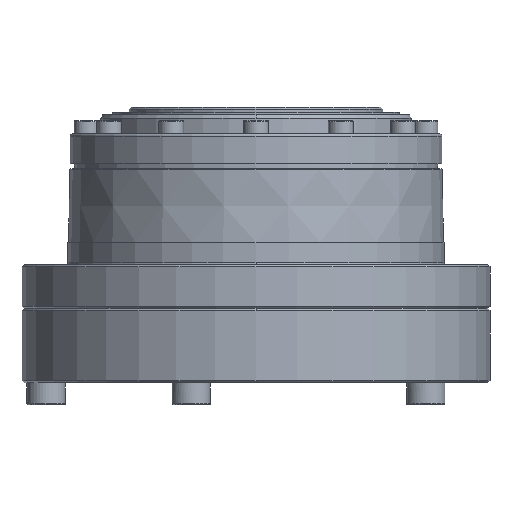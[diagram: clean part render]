
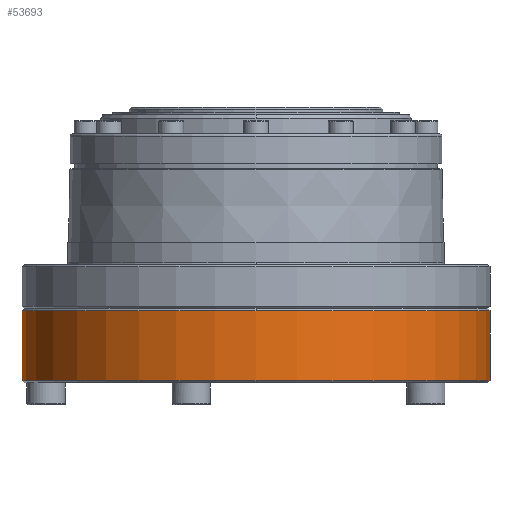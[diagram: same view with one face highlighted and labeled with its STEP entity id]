
A CAD part, front view. The second image highlights one B-rep face of the part: STEP entity #53693.
In plain terms, the highlighted cylindrical face has radius 53.5 mm (diameter 107 mm), a partial arc.
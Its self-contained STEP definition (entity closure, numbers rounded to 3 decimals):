
#2359 = DIRECTION ( 'NONE',  ( 0., 0., -1. ) ) ;
#2771 = AXIS2_PLACEMENT_3D ( 'NONE', #42313, #62512, #62731 ) ;
#3426 = CARTESIAN_POINT ( 'NONE',  ( 0., -53.5, -62.5 ) ) ;
#5180 = VECTOR ( 'NONE', #39006, 1000. ) ;
#6675 = VERTEX_POINT ( 'NONE', #35331 ) ;
#7380 = DIRECTION ( 'NONE',  ( 0., 0., 1. ) ) ;
#7958 = CIRCLE ( 'NONE', #51039, 53.5 ) ;
#10167 = ORIENTED_EDGE ( 'NONE', *, *, #53237, .F. ) ;
#10629 = AXIS2_PLACEMENT_3D ( 'NONE', #37396, #7380, #42998 ) ;
#11359 = CARTESIAN_POINT ( 'NONE',  ( 53.5, 0., -62.5 ) ) ;
#13536 = DIRECTION ( 'NONE',  ( 1., 0., 0. ) ) ;
#13693 = CARTESIAN_POINT ( 'NONE',  ( 0., -53.5, -46.5 ) ) ;
#15579 = LINE ( 'NONE', #48417, #5180 ) ;
#16935 = VERTEX_POINT ( 'NONE', #11359 ) ;
#18399 = DIRECTION ( 'NONE',  ( 0., 0., -1. ) ) ;
#20591 = EDGE_CURVE ( 'NONE', #32558, #46181, #63193, .T. ) ;
#23381 = EDGE_CURVE ( 'NONE', #6675, #26141, #7958, .T. ) ;
#24626 = ORIENTED_EDGE ( 'NONE', *, *, #20591, .F. ) ;
#26141 = VERTEX_POINT ( 'NONE', #13693 ) ;
#27995 = DIRECTION ( 'NONE',  ( 1., 0., 0. ) ) ;
#28269 = AXIS2_PLACEMENT_3D ( 'NONE', #38817, #28561, #38368 ) ;
#28561 = DIRECTION ( 'NONE',  ( 0., 0., -1. ) ) ;
#29167 = CIRCLE ( 'NONE', #46409, 53.5 ) ;
#31907 = CARTESIAN_POINT ( 'NONE',  ( -53.5, 0., -46.5 ) ) ;
#32068 = ORIENTED_EDGE ( 'NONE', *, *, #63629, .T. ) ;
#32558 = VERTEX_POINT ( 'NONE', #48784 ) ;
#34593 = CIRCLE ( 'NONE', #28269, 53.5 ) ;
#35331 = CARTESIAN_POINT ( 'NONE',  ( 53.5, 0., -46.5 ) ) ;
#37396 = CARTESIAN_POINT ( 'NONE',  ( 0., 0., -46. ) ) ;
#38368 = DIRECTION ( 'NONE',  ( 1., 0., 0. ) ) ;
#38817 = CARTESIAN_POINT ( 'NONE',  ( 0., 0., -46.5 ) ) ;
#39006 = DIRECTION ( 'NONE',  ( 0., 0., 1. ) ) ;
#39510 = EDGE_CURVE ( 'NONE', #26141, #46181, #34593, .T. ) ;
#40594 = EDGE_LOOP ( 'NONE', ( #24626, #10167, #46915, #32068, #61886, #59258 ) ) ;
#42313 = CARTESIAN_POINT ( 'NONE',  ( 0., 0., -62.5 ) ) ;
#42484 = CARTESIAN_POINT ( 'NONE',  ( 0., 0., -62.5 ) ) ;
#42553 = VECTOR ( 'NONE', #65748, 1000. ) ;
#42726 = FACE_OUTER_BOUND ( 'NONE', #40594, .T. ) ;
#42998 = DIRECTION ( 'NONE',  ( 1., 0., 0. ) ) ;
#45182 = CYLINDRICAL_SURFACE ( 'NONE', #10629, 53.5 ) ;
#46181 = VERTEX_POINT ( 'NONE', #31907 ) ;
#46409 = AXIS2_PLACEMENT_3D ( 'NONE', #42484, #2359, #27995 ) ;
#46915 = ORIENTED_EDGE ( 'NONE', *, *, #50644, .F. ) ;
#48417 = CARTESIAN_POINT ( 'NONE',  ( 53.5, 0., -46. ) ) ;
#48784 = CARTESIAN_POINT ( 'NONE',  ( -53.5, 0., -62.5 ) ) ;
#48939 = CARTESIAN_POINT ( 'NONE',  ( 0., 0., -46.5 ) ) ;
#49562 = CIRCLE ( 'NONE', #2771, 53.5 ) ;
#50644 = EDGE_CURVE ( 'NONE', #16935, #56927, #49562, .T. ) ;
#50934 = CARTESIAN_POINT ( 'NONE',  ( -53.5, 0., -46. ) ) ;
#51039 = AXIS2_PLACEMENT_3D ( 'NONE', #48939, #18399, #13536 ) ;
#53237 = EDGE_CURVE ( 'NONE', #56927, #32558, #29167, .T. ) ;
#53693 = ADVANCED_FACE ( 'NONE', ( #42726 ), #45182, .T. ) ;
#56927 = VERTEX_POINT ( 'NONE', #3426 ) ;
#59258 = ORIENTED_EDGE ( 'NONE', *, *, #39510, .T. ) ;
#61886 = ORIENTED_EDGE ( 'NONE', *, *, #23381, .T. ) ;
#62512 = DIRECTION ( 'NONE',  ( 0., 0., -1. ) ) ;
#62731 = DIRECTION ( 'NONE',  ( 1., 0., 0. ) ) ;
#63193 = LINE ( 'NONE', #50934, #42553 ) ;
#63629 = EDGE_CURVE ( 'NONE', #16935, #6675, #15579, .T. ) ;
#65748 = DIRECTION ( 'NONE',  ( 0., 0., 1. ) ) ;
